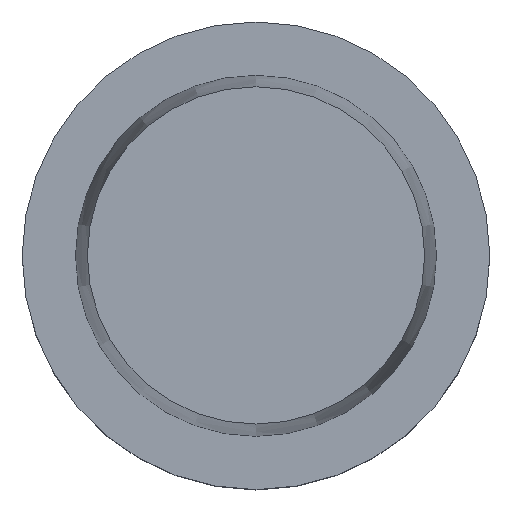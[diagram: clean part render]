
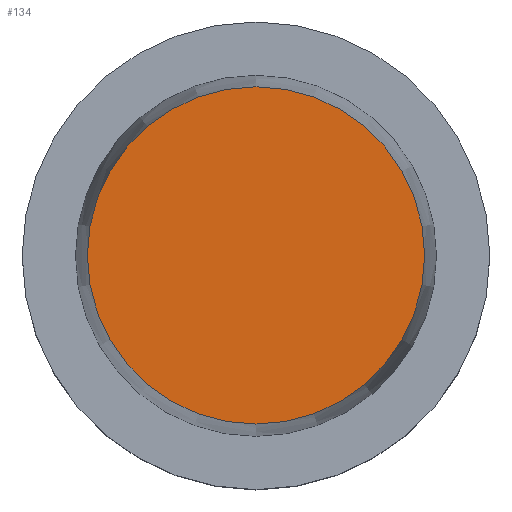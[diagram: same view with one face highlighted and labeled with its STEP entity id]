
A CAD part, top view. The second image highlights one B-rep face of the part: STEP entity #134.
In plain terms, the highlighted planar face has unit normal (0, 0, 1).
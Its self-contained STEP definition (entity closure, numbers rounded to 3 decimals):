
#100=EDGE_CURVE('Unnamed[1]',#248,#248,#249,.T.);
#134=ADVANCED_FACE('Unnamed[1]',(#296),#297,.T.);
#248=VERTEX_POINT('',#449);
#249=CIRCLE('',#450,22.715);
#296=FACE_OUTER_BOUND('',#508,.T.);
#297=PLANE('',#509);
#449=CARTESIAN_POINT('',(0.,22.715,32.0));
#450=AXIS2_PLACEMENT_3D('',#666,#667,#668);
#508=EDGE_LOOP('',(#715));
#509=AXIS2_PLACEMENT_3D('',#716,#717,#718);
#666=CARTESIAN_POINT('',(0.,0.,32.0));
#667=DIRECTION('',(0.,0.,1.0));
#668=DIRECTION('',(0.,1.0,0.));
#715=ORIENTED_EDGE('',*,*,#100,.T.);
#716=CARTESIAN_POINT('',(0.,11.358,32.0));
#717=DIRECTION('',(0.,0.,1.0));
#718=DIRECTION('',(0.,1.0,0.));
